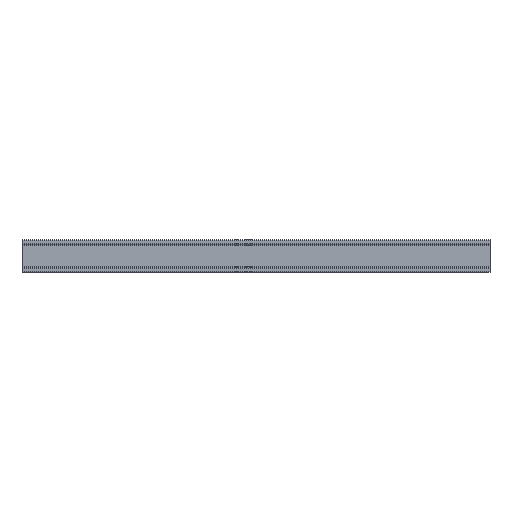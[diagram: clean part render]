
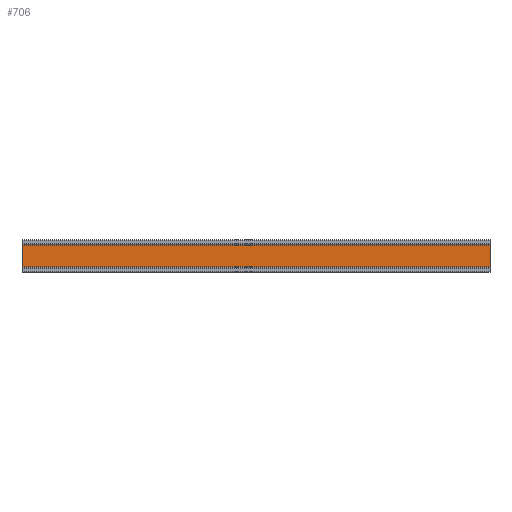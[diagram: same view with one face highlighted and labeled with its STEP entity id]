
A CAD part, front view. The second image highlights one B-rep face of the part: STEP entity #706.
In plain terms, the highlighted planar face has unit normal (0, -1, 0).
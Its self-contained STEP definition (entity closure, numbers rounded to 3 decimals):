
#91 = LINE ( 'NONE', #1174, #1702 ) ;
#129 = VERTEX_POINT ( 'NONE', #1593 ) ;
#132 = FACE_OUTER_BOUND ( 'NONE', #1346, .T. ) ;
#210 = VERTEX_POINT ( 'NONE', #388 ) ;
#255 = CARTESIAN_POINT ( 'NONE',  ( -71.5, -14.5, 3.232 ) ) ;
#388 = CARTESIAN_POINT ( 'NONE',  ( 71.5, -14.5, -3.232 ) ) ;
#402 = CARTESIAN_POINT ( 'NONE',  ( -71.5, -14.5, -3.232 ) ) ;
#403 = DIRECTION ( 'NONE',  ( 0., 1., 0. ) ) ;
#504 = CARTESIAN_POINT ( 'NONE',  ( -71.5, -14.5, 3.232 ) ) ;
#579 = EDGE_CURVE ( 'NONE', #129, #210, #1083, .T. ) ;
#613 = LINE ( 'NONE', #504, #719 ) ;
#681 = ORIENTED_EDGE ( 'NONE', *, *, #579, .F. ) ;
#683 = DIRECTION ( 'NONE',  ( 0., 0., -1. ) ) ;
#694 = VECTOR ( 'NONE', #1224, 1000. ) ;
#706 = ADVANCED_FACE ( 'NONE', ( #132 ), #1464, .F. ) ;
#719 = VECTOR ( 'NONE', #1298, 1000. ) ;
#800 = AXIS2_PLACEMENT_3D ( 'NONE', #1074, #403, #1480 ) ;
#926 = EDGE_CURVE ( 'NONE', #1471, #1066, #613, .T. ) ;
#1066 = VERTEX_POINT ( 'NONE', #402 ) ;
#1074 = CARTESIAN_POINT ( 'NONE',  ( 71.5, -14.5, 3.232 ) ) ;
#1083 = LINE ( 'NONE', #1624, #1084 ) ;
#1084 = VECTOR ( 'NONE', #683, 1000. ) ;
#1162 = ORIENTED_EDGE ( 'NONE', *, *, #926, .T. ) ;
#1174 = CARTESIAN_POINT ( 'NONE',  ( 71.5, -14.5, 3.232 ) ) ;
#1178 = ORIENTED_EDGE ( 'NONE', *, *, #1458, .T. ) ;
#1224 = DIRECTION ( 'NONE',  ( -1., 0., 0. ) ) ;
#1287 = EDGE_CURVE ( 'NONE', #210, #1066, #1360, .T. ) ;
#1298 = DIRECTION ( 'NONE',  ( 0., 0., -1. ) ) ;
#1346 = EDGE_LOOP ( 'NONE', ( #1162, #1751, #681, #1178 ) ) ;
#1360 = LINE ( 'NONE', #1399, #694 ) ;
#1399 = CARTESIAN_POINT ( 'NONE',  ( 71.5, -14.5, -3.232 ) ) ;
#1458 = EDGE_CURVE ( 'NONE', #129, #1471, #91, .T. ) ;
#1464 = PLANE ( 'NONE',  #800 ) ;
#1471 = VERTEX_POINT ( 'NONE', #255 ) ;
#1480 = DIRECTION ( 'NONE',  ( 0., 0., 1. ) ) ;
#1593 = CARTESIAN_POINT ( 'NONE',  ( 71.5, -14.5, 3.232 ) ) ;
#1594 = DIRECTION ( 'NONE',  ( -1., 0., 0. ) ) ;
#1624 = CARTESIAN_POINT ( 'NONE',  ( 71.5, -14.5, 3.232 ) ) ;
#1702 = VECTOR ( 'NONE', #1594, 1000. ) ;
#1751 = ORIENTED_EDGE ( 'NONE', *, *, #1287, .F. ) ;
